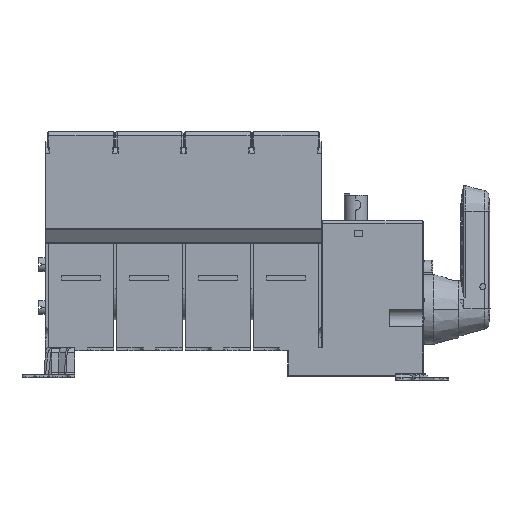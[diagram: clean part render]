
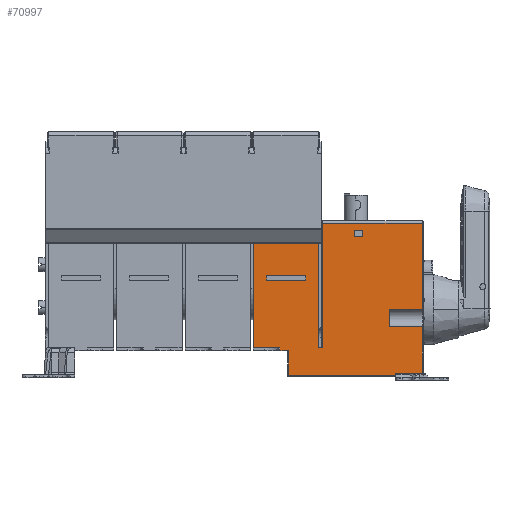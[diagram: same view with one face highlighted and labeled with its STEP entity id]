
A CAD part, left-side view. The second image highlights one B-rep face of the part: STEP entity #70997.
In plain terms, the highlighted planar face has unit normal (-1, 0, 0).
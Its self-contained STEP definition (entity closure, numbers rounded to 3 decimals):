
#8684=DIRECTION('',(0.,-1.,0.));
#8685=VECTOR('',#8684,2.);
#8686=CARTESIAN_POINT('',(-50.,19.,3.));
#8687=LINE('',#8686,#8685);
#8701=DIRECTION('',(0.,0.,-1.));
#8702=VECTOR('',#8701,63.6);
#8703=CARTESIAN_POINT('',(-50.,17.,66.6));
#8704=LINE('',#8703,#8702);
#11965=DIRECTION('',(0.,0.,1.));
#11966=VECTOR('',#11965,44.257);
#11967=CARTESIAN_POINT('',(-50.,-34.,
22.343));
#11968=LINE('',#11967,#11966);
#11978=CARTESIAN_POINT('',(-50.,-34.,
22.343));
#11998=CARTESIAN_POINT('',(-50.,-34.,
13.857));
#12022=DIRECTION('',(0.,0.,1.));
#12023=VECTOR('',#12022,12.7);
#12024=CARTESIAN_POINT('',(-50.,34.5,
-11.2));
#12025=LINE('',#12024,#12023);
#12026=DIRECTION('',(0.,1.,0.));
#12027=VECTOR('',#12026,4.4);
#12028=CARTESIAN_POINT('',(-50.,34.5,
1.5));
#12029=LINE('',#12028,#12027);
#12030=DIRECTION('',(0.,0.,1.));
#12031=VECTOR('',#12030,1.5);
#12032=CARTESIAN_POINT('',(-50.,38.9,1.5));
#12033=LINE('',#12032,#12031);
#12034=DIRECTION('',(0.,1.,0.));
#12035=VECTOR('',#12034,13.6);
#12036=CARTESIAN_POINT('',(-50.,38.9,3.));
#12037=LINE('',#12036,#12035);
#12038=DIRECTION('',(0.,1.,0.));
#12039=VECTOR('',#12038,17.);
#12040=CARTESIAN_POINT('',(-50.,-34.,
22.343));
#12041=LINE('',#12040,#12039);
#12042=DIRECTION('',(0.,0.,-1.));
#12043=VECTOR('',#12042,24.057);
#12044=CARTESIAN_POINT('',(-50.,-34.,
13.857));
#12045=LINE('',#12044,#12043);
#12046=DIRECTION('',(0.,1.,0.));
#12047=VECTOR('',#12046,0.453);
#12048=CARTESIAN_POINT('',(-50.,-28.809,-10.2));
#12049=LINE('',#12048,#12047);
#12050=DIRECTION('',(0.,1.,0.));
#12051=VECTOR('',#12050,18.4);
#12052=CARTESIAN_POINT('',(-50.,26.55,40.));
#12053=LINE('',#12052,#12051);
#12054=DIRECTION('',(0.,0.,1.));
#12055=VECTOR('',#12054,2.5);
#12056=CARTESIAN_POINT('',(-50.,44.95,37.5));
#12057=LINE('',#12056,#12055);
#12058=DIRECTION('',(0.,1.,0.));
#12059=VECTOR('',#12058,18.4);
#12060=CARTESIAN_POINT('',(-50.,26.55,37.5));
#12061=LINE('',#12060,#12059);
#12062=DIRECTION('',(0.,0.,1.));
#12063=VECTOR('',#12062,2.5);
#12064=CARTESIAN_POINT('',(-50.,26.55,37.5));
#12065=LINE('',#12064,#12063);
#12066=DIRECTION('',(0.,-1.,0.));
#12067=VECTOR('',#12066,4.4);
#12068=CARTESIAN_POINT('',(-50.,0.85,
59.8));
#12069=LINE('',#12068,#12067);
#12091=DIRECTION('',(0.,-1.,0.));
#12092=VECTOR('',#12091,7.906);
#12093=CARTESIAN_POINT('',(-50.,-20.45,
-10.2));
#12094=LINE('',#12093,#12092);
#12125=DIRECTION('',(0.,-1.,0.));
#12126=VECTOR('',#12125,5.191);
#12127=CARTESIAN_POINT('',(-50.,-28.809,-10.2));
#12128=LINE('',#12127,#12126);
#15739=DIRECTION('',(0.,0.,-1.));
#15740=VECTOR('',#15739,53.5);
#15741=CARTESIAN_POINT('',(-50.,52.5,56.5));
#15742=LINE('',#15741,#15740);
#15768=DIRECTION('',(0.,1.,0.));
#15769=VECTOR('',#15768,33.5);
#15770=CARTESIAN_POINT('',(-50.,19.,56.5));
#15771=LINE('',#15770,#15769);
#15780=DIRECTION('',(0.,0.,1.));
#15781=VECTOR('',#15780,53.5);
#15782=CARTESIAN_POINT('',(-50.,19.,3.));
#15783=LINE('',#15782,#15781);
#16063=DIRECTION('',(0.,-1.,0.));
#16064=VECTOR('',#16063,54.95);
#16065=CARTESIAN_POINT('',(-50.,34.5,
-11.2));
#16066=LINE('',#16065,#16064);
#16076=DIRECTION('',(0.,0.,1.));
#16077=VECTOR('',#16076,1.);
#16078=CARTESIAN_POINT('',(-50.,-20.45,
-11.2));
#16079=LINE('',#16078,#16077);
#18480=DIRECTION('',(0.,1.,0.));
#18481=VECTOR('',#18480,51.);
#18482=CARTESIAN_POINT('',(-50.,-34.,
66.6));
#18483=LINE('',#18482,#18481);
#18488=DIRECTION('',(0.,1.,0.));
#18489=VECTOR('',#18488,17.);
#18490=CARTESIAN_POINT('',(-50.,-34.,
13.857));
#18491=LINE('',#18490,#18489);
#18515=CARTESIAN_POINT('',(-50.,-17.,
13.857));
#18517=DIRECTION('',(0.,0.,1.));
#18518=VECTOR('',#18517,8.485);
#18519=CARTESIAN_POINT('',(-50.,-17.,
13.857));
#18520=LINE('',#18519,#18518);
#18521=CARTESIAN_POINT('',(-50.,-17.,
22.343));
#18669=DIRECTION('',(0.,0.,-1.));
#18670=VECTOR('',#18669,3.3);
#18671=CARTESIAN_POINT('',(-50.,-3.55,
63.1));
#18672=LINE('',#18671,#18670);
#18673=DIRECTION('',(0.,0.,1.));
#18674=VECTOR('',#18673,3.3);
#18675=CARTESIAN_POINT('',(-50.,0.85,
59.8));
#18676=LINE('',#18675,#18674);
#18689=DIRECTION('',(0.,-1.,0.));
#18690=VECTOR('',#18689,4.4);
#18691=CARTESIAN_POINT('',(-50.,0.85,
63.1));
#18692=LINE('',#18691,#18690);
#42146=CARTESIAN_POINT('',(-50.,0.85,
63.1));
#42147=CARTESIAN_POINT('',(-50.,-3.55,
63.1));
#42148=VERTEX_POINT('',#42146);
#42149=VERTEX_POINT('',#42147);
#42151=CARTESIAN_POINT('',(-50.,17.,66.6));
#42153=VERTEX_POINT('',#42151);
#42560=CARTESIAN_POINT('',(-50.,-3.55,
59.8));
#42562=VERTEX_POINT('',#42560);
#42566=CARTESIAN_POINT('',(-50.,0.85,
59.8));
#42567=VERTEX_POINT('',#42566);
#43234=CARTESIAN_POINT('',(-50.,38.9,1.5));
#43235=CARTESIAN_POINT('',(-50.,38.9,3.));
#43236=VERTEX_POINT('',#43234);
#43237=VERTEX_POINT('',#43235);
#43294=CARTESIAN_POINT('',(-50.,52.5,3.));
#43295=VERTEX_POINT('',#43294);
#43302=CARTESIAN_POINT('',(-50.,52.5,56.5));
#43303=VERTEX_POINT('',#43302);
#43332=CARTESIAN_POINT('',(-50.,19.,56.5));
#43333=VERTEX_POINT('',#43332);
#43366=CARTESIAN_POINT('',(-50.,26.55,40.));
#43367=CARTESIAN_POINT('',(-50.,44.95,40.));
#43368=VERTEX_POINT('',#43366);
#43369=VERTEX_POINT('',#43367);
#43370=CARTESIAN_POINT('',(-50.,26.55,37.5));
#43371=VERTEX_POINT('',#43370);
#43372=CARTESIAN_POINT('',(-50.,44.95,37.5));
#43373=VERTEX_POINT('',#43372);
#47344=CARTESIAN_POINT('',(-50.,34.5,
-11.2));
#47345=CARTESIAN_POINT('',(-50.,-20.45,
-11.2));
#47346=VERTEX_POINT('',#47344);
#47347=VERTEX_POINT('',#47345);
#47348=CARTESIAN_POINT('',(-50.,-20.45,
-10.2));
#47349=VERTEX_POINT('',#47348);
#47448=CARTESIAN_POINT('',(-50.,-34.,
-10.2));
#47450=VERTEX_POINT('',#47448);
#47510=CARTESIAN_POINT('',(-50.,17.,3.));
#47511=VERTEX_POINT('',#47510);
#47538=CARTESIAN_POINT('',(-50.,34.5,
1.5));
#47540=VERTEX_POINT('',#47538);
#47546=CARTESIAN_POINT('',(-50.,19.,3.));
#47547=VERTEX_POINT('',#47546);
#47834=CARTESIAN_POINT('',(-50.,-34.,
66.6));
#47835=VERTEX_POINT('',#47834);
#47836=VERTEX_POINT('',#11978);
#47837=VERTEX_POINT('',#11998);
#48478=VERTEX_POINT('',#18515);
#48479=VERTEX_POINT('',#18521);
#49661=CARTESIAN_POINT('',(-50.,-28.809,-10.2));
#49662=CARTESIAN_POINT('',(-50.,-28.356,-10.2));
#49663=VERTEX_POINT('',#49661);
#49664=VERTEX_POINT('',#49662);
#70934=CARTESIAN_POINT('',(-50.,0.,17.75));
#70935=DIRECTION('',(1.,0.,0.));
#70936=DIRECTION('',(0.,0.,1.));
#70937=AXIS2_PLACEMENT_3D('',#70934,#70935,#70936);
#70938=PLANE('',#70937);
#70940=ORIENTED_EDGE('',*,*,#70939,.F.);
#70942=ORIENTED_EDGE('',*,*,#70941,.F.);
#70944=ORIENTED_EDGE('',*,*,#70943,.F.);
#70946=ORIENTED_EDGE('',*,*,#70945,.T.);
#70948=ORIENTED_EDGE('',*,*,#70947,.T.);
#70950=ORIENTED_EDGE('',*,*,#70949,.T.);
#70952=ORIENTED_EDGE('',*,*,#70951,.T.);
#70954=ORIENTED_EDGE('',*,*,#70953,.F.);
#70956=ORIENTED_EDGE('',*,*,#70955,.F.);
#70958=ORIENTED_EDGE('',*,*,#70957,.F.);
#70959=ORIENTED_EDGE('',*,*,#64755,.T.);
#70960=ORIENTED_EDGE('',*,*,#64781,.F.);
#70962=ORIENTED_EDGE('',*,*,#70961,.F.);
#70963=ORIENTED_EDGE('',*,*,#70878,.F.);
#70965=ORIENTED_EDGE('',*,*,#70964,.T.);
#70967=ORIENTED_EDGE('',*,*,#70966,.F.);
#70969=ORIENTED_EDGE('',*,*,#70968,.F.);
#70970=ORIENTED_EDGE('',*,*,#70918,.T.);
#70972=ORIENTED_EDGE('',*,*,#70971,.F.);
#70974=ORIENTED_EDGE('',*,*,#70973,.T.);
#70975=EDGE_LOOP('',(#70940,#70942,#70944,#70946,#70948,#70950,#70952,#70954,
#70956,#70958,#70959,#70960,#70962,#70963,#70965,#70967,#70969,#70970,#70972,
#70974));
#70976=FACE_OUTER_BOUND('',#70975,.F.);
#70978=ORIENTED_EDGE('',*,*,#70977,.T.);
#70980=ORIENTED_EDGE('',*,*,#70979,.F.);
#70982=ORIENTED_EDGE('',*,*,#70981,.F.);
#70984=ORIENTED_EDGE('',*,*,#70983,.T.);
#70985=EDGE_LOOP('',(#70978,#70980,#70982,#70984));
#70986=FACE_BOUND('',#70985,.F.);
#70988=ORIENTED_EDGE('',*,*,#70987,.T.);
#70990=ORIENTED_EDGE('',*,*,#70989,.F.);
#70992=ORIENTED_EDGE('',*,*,#70991,.F.);
#70994=ORIENTED_EDGE('',*,*,#70993,.F.);
#70995=EDGE_LOOP('',(#70988,#70990,#70992,#70994));
#70996=FACE_BOUND('',#70995,.F.);
#64755=EDGE_CURVE('',#47547,#47511,#8687,.T.);
#64781=EDGE_CURVE('',#42153,#47511,#8704,.T.);
#70878=EDGE_CURVE('',#47836,#47835,#11968,.T.);
#70918=EDGE_CURVE('',#47837,#47450,#12045,.T.);
#70939=EDGE_CURVE('',#47349,#49664,#12094,.T.);
#70941=EDGE_CURVE('',#47347,#47349,#16079,.T.);
#70943=EDGE_CURVE('',#47346,#47347,#16066,.T.);
#70945=EDGE_CURVE('',#47346,#47540,#12025,.T.);
#70947=EDGE_CURVE('',#47540,#43236,#12029,.T.);
#70949=EDGE_CURVE('',#43236,#43237,#12033,.T.);
#70951=EDGE_CURVE('',#43237,#43295,#12037,.T.);
#70953=EDGE_CURVE('',#43303,#43295,#15742,.T.);
#70955=EDGE_CURVE('',#43333,#43303,#15771,.T.);
#70957=EDGE_CURVE('',#47547,#43333,#15783,.T.);
#70961=EDGE_CURVE('',#47835,#42153,#18483,.T.);
#70964=EDGE_CURVE('',#47836,#48479,#12041,.T.);
#70966=EDGE_CURVE('',#48478,#48479,#18520,.T.);
#70968=EDGE_CURVE('',#47837,#48478,#18491,.T.);
#70971=EDGE_CURVE('',#49663,#47450,#12128,.T.);
#70973=EDGE_CURVE('',#49663,#49664,#12049,.T.);
#70977=EDGE_CURVE('',#43368,#43369,#12053,.T.);
#70979=EDGE_CURVE('',#43373,#43369,#12057,.T.);
#70981=EDGE_CURVE('',#43371,#43373,#12061,.T.);
#70983=EDGE_CURVE('',#43371,#43368,#12065,.T.);
#70987=EDGE_CURVE('',#42567,#42562,#12069,.T.);
#70989=EDGE_CURVE('',#42149,#42562,#18672,.T.);
#70991=EDGE_CURVE('',#42148,#42149,#18692,.T.);
#70993=EDGE_CURVE('',#42567,#42148,#18676,.T.);
#70997=ADVANCED_FACE('',(#70976,#70986,#70996),#70938,.F.);
